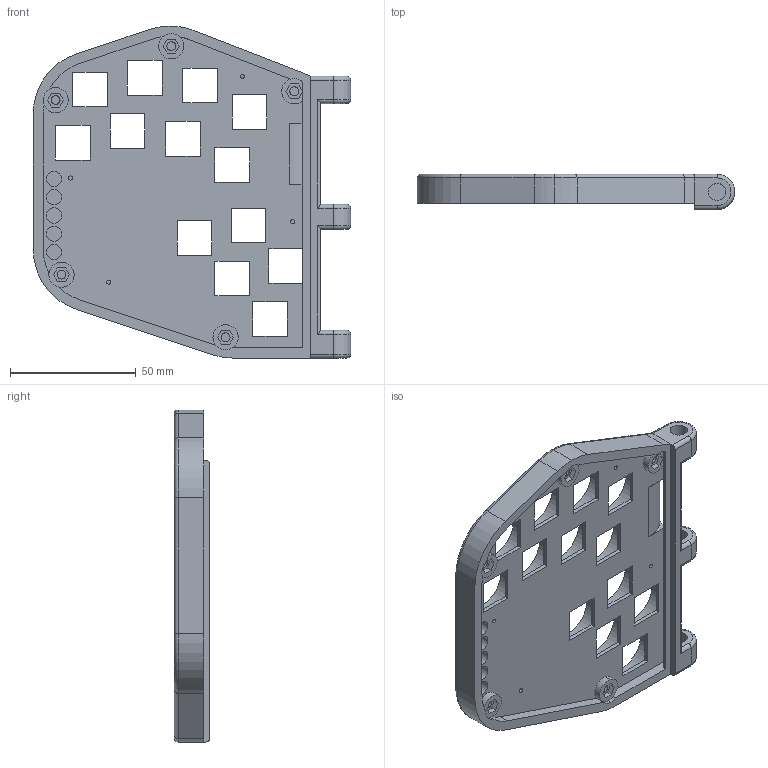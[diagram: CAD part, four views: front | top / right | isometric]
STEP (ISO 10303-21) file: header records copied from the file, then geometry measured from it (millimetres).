
FILE_DESCRIPTION(('HOOPS Exchange Step'),'2;1');
FILE_NAME('temp_export','2025-02-24T22:36:01+18:00',('campagne'),('Shapr3D Limited'),'HOOPS Exchange 2024.8','Shapr3D','Authorized');
FILE_SCHEMA( ('AP242_MANAGED_MODEL_BASED_3D_ENGINEERING_MIM_LF {1 0 10303 442 1 1 4}') );
Length unit declared in the file: millimetre
Products named in the file (4): Default:1; Top Right Moth CTM v16.step; Moth Top Right.step; root
Assembly tree (3 placements, depth 4):
  root
    Moth Top Right.step
      Top Right Moth CTM v16.step
        Default:1
Bounding box: 126 x 14 x 131.76 mm (x, y, z)
Volume: 76227.4 mm3; surface area: 37939.9 mm2
Topology: 1 solids, 1 shells, 259 faces, 648 edges, 424 vertices
Faces by surface type: plane 148, cylinder 99, torus 12
Full cylindrical faces by diameter (mm): 1.65 x4, 3.5 x5, 6.1 x5, 6.85 x3, 21.2 x13
Entity records: 8337 total; most frequent: CARTESIAN_POINT 1801, DIRECTION 1370, ORIENTED_EDGE 1296, EDGE_CURVE 648, AXIS2_PLACEMENT_3D 473, VERTEX_POINT 424, VECTOR 424, LINE 424
